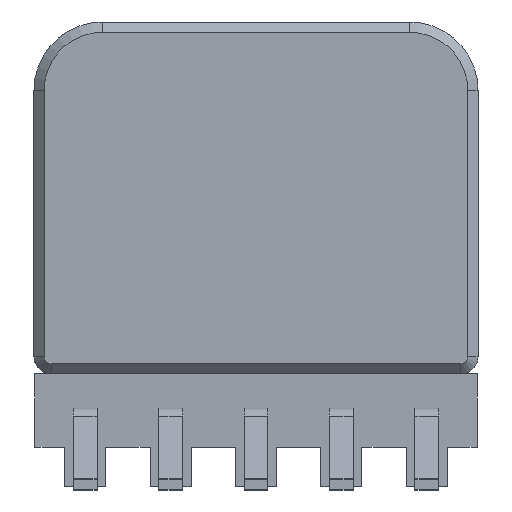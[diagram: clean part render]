
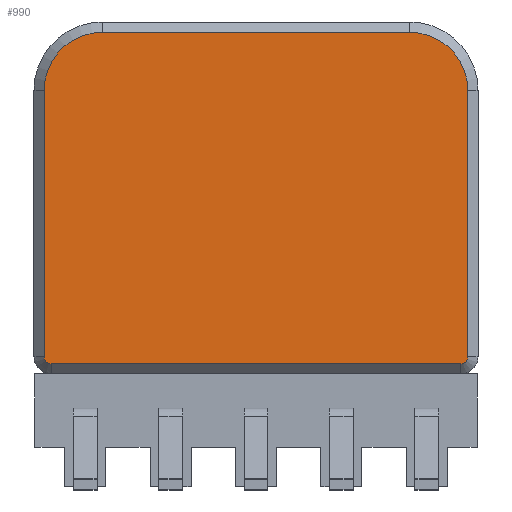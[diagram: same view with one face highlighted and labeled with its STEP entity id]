
A CAD part, front view. The second image highlights one B-rep face of the part: STEP entity #990.
In plain terms, the highlighted face is planar.
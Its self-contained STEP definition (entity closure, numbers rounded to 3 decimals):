
#990 = ADVANCED_FACE( '', ( #2129 ), #2130, .T. );
#2129 = FACE_OUTER_BOUND( '', #3450, .T. );
#2130 = PLANE( '', #3451 );
#3450 = EDGE_LOOP( '', ( #6529, #6530, #6531, #6532, #6533, #6534, #6535, #6536 ) );
#3451 = AXIS2_PLACEMENT_3D( '', #6537, #6538, #6539 );
#6529 = ORIENTED_EDGE( '', *, *, #9057, .T. );
#6530 = ORIENTED_EDGE( '', *, *, #9691, .T. );
#6531 = ORIENTED_EDGE( '', *, *, #9429, .T. );
#6532 = ORIENTED_EDGE( '', *, *, #9586, .T. );
#6533 = ORIENTED_EDGE( '', *, *, #9589, .T. );
#6534 = ORIENTED_EDGE( '', *, *, #9621, .T. );
#6535 = ORIENTED_EDGE( '', *, *, #9596, .T. );
#6536 = ORIENTED_EDGE( '', *, *, #9692, .T. );
#6537 = CARTESIAN_POINT( '', ( 6., 6.38, 0.5 ) );
#6538 = DIRECTION( '', ( 0., 1., 0. ) );
#6539 = DIRECTION( '', ( 0., 0., 1. ) );
#9057 = EDGE_CURVE( '', #11079, #11081, #11083, .T. );
#9429 = EDGE_CURVE( '', #11668, #11666, #11669, .T. );
#9586 = EDGE_CURVE( '', #11666, #11887, #11889, .T. );
#9589 = EDGE_CURVE( '', #11887, #11891, #11893, .T. );
#9596 = EDGE_CURVE( '', #11898, #11900, #11902, .T. );
#9621 = EDGE_CURVE( '', #11891, #11898, #11932, .T. );
#9691 = EDGE_CURVE( '', #11081, #11668, #12018, .T. );
#9692 = EDGE_CURVE( '', #11900, #11079, #12019, .T. );
#11079 = VERTEX_POINT( '', #13996 );
#11081 = VERTEX_POINT( '', #13999 );
#11083 = LINE( '', #14002, #14003 );
#11666 = VERTEX_POINT( '', #15119 );
#11668 = VERTEX_POINT( '', #15122 );
#11669 = LINE( '', #15123, #15124 );
#11887 = VERTEX_POINT( '', #15482 );
#11889 = CIRCLE( '', #15485, 1.7 );
#11891 = VERTEX_POINT( '', #15487 );
#11893 = LINE( '', #15490, #15491 );
#11898 = VERTEX_POINT( '', #15497 );
#11900 = VERTEX_POINT( '', #15500 );
#11902 = LINE( '', #15503, #15504 );
#11932 = CIRCLE( '', #15543, 0.2 );
#12018 = CIRCLE( '', #15661, 1.7 );
#12019 = CIRCLE( '', #15662, 0.2 );
#13996 = CARTESIAN_POINT( '', ( -6.2, 6.38, 0.5 ) );
#13999 = CARTESIAN_POINT( '', ( -6.2, 6.38, 8.3 ) );
#14002 = CARTESIAN_POINT( '', ( -6.2, 6.38, 8.3 ) );
#14003 = VECTOR( '', #17088, 1000. );
#15119 = CARTESIAN_POINT( '', ( 4.5, 6.38, 10. ) );
#15122 = CARTESIAN_POINT( '', ( -4.5, 6.38, 10. ) );
#15123 = CARTESIAN_POINT( '', ( 4.5, 6.38, 10. ) );
#15124 = VECTOR( '', #17400, 1000. );
#15482 = CARTESIAN_POINT( '', ( 6.2, 6.38, 8.3 ) );
#15485 = AXIS2_PLACEMENT_3D( '', #17541, #17542, #17543 );
#15487 = CARTESIAN_POINT( '', ( 6.2, 6.38, 0.5 ) );
#15490 = CARTESIAN_POINT( '', ( 6.2, 6.38, 0.5 ) );
#15491 = VECTOR( '', #17545, 1000. );
#15497 = CARTESIAN_POINT( '', ( 6., 6.38, 0.3 ) );
#15500 = CARTESIAN_POINT( '', ( -6., 6.38, 0.3 ) );
#15503 = CARTESIAN_POINT( '', ( -6., 6.38, 0.3 ) );
#15504 = VECTOR( '', #17552, 1000. );
#15543 = AXIS2_PLACEMENT_3D( '', #17580, #17581, #17582 );
#15661 = AXIS2_PLACEMENT_3D( '', #17657, #17658, #17659 );
#15662 = AXIS2_PLACEMENT_3D( '', #17660, #17661, #17662 );
#17088 = DIRECTION( '', ( 0., 0., 1. ) );
#17400 = DIRECTION( '', ( 1., 0., 0. ) );
#17541 = CARTESIAN_POINT( '', ( 4.5, 6.38, 8.3 ) );
#17542 = DIRECTION( '', ( 0., 1., 0. ) );
#17543 = DIRECTION( '', ( 0., 0., 1. ) );
#17545 = DIRECTION( '', ( 0., 0., -1. ) );
#17552 = DIRECTION( '', ( -1., 0., 0. ) );
#17580 = CARTESIAN_POINT( '', ( 6., 6.38, 0.5 ) );
#17581 = DIRECTION( '', ( 0., 1., 0. ) );
#17582 = DIRECTION( '', ( 0., 0., 1. ) );
#17657 = CARTESIAN_POINT( '', ( -4.5, 6.38, 8.3 ) );
#17658 = DIRECTION( '', ( 0., 1., 0. ) );
#17659 = DIRECTION( '', ( 0., 0., 1. ) );
#17660 = CARTESIAN_POINT( '', ( -6., 6.38, 0.5 ) );
#17661 = DIRECTION( '', ( 0., 1., 0. ) );
#17662 = DIRECTION( '', ( 0., 0., 1. ) );
